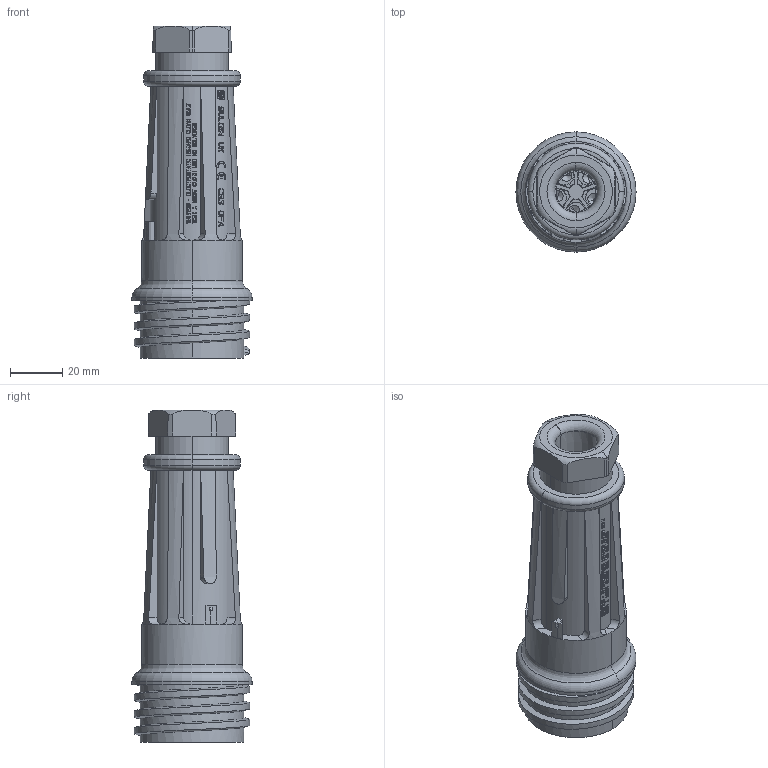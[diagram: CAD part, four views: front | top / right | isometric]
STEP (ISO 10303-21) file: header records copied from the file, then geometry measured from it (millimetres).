
FILE_DESCRIPTION(('STEP AP242'),'1');
FILE_NAME('px0921-05-p.stp','2023-05-18T01:35:59',('TraceParts'),('TraceParts S.A.'),'Spatial InterOp 3D',' ',' ');
FILE_SCHEMA(('AP242_MANAGED_MODEL_BASED_3D_ENGINEERING_MIM_LF {1 0 10303 442 1 1 4}'));
Length unit declared in the file: millimetre
Products named in the file (1): px0921-05-p
Bounding box: 46 x 46 x 127.08 mm (x, y, z)
Volume: 78387.8 mm3; surface area: 45981.5 mm2
Topology: 1 solids, 1 shells, 3419 faces, 9535 edges, 6322 vertices
Faces by surface type: plane 3021, cylinder 198, cone 150, torus 22, bspline 18, sphere 10
Entity records: 114061 total; most frequent: CARTESIAN_POINT 28998, ORIENTED_EDGE 19030, DIRECTION 15412, EDGE_CURVE 9515, LINE 6812, VECTOR 6812, VERTEX_POINT 6322, AXIS2_PLACEMENT_3D 4300
